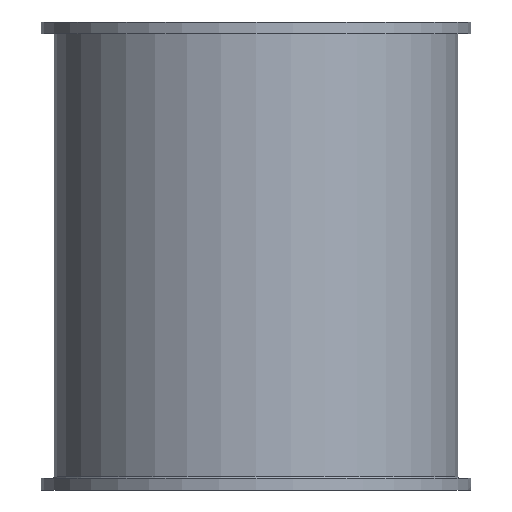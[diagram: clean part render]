
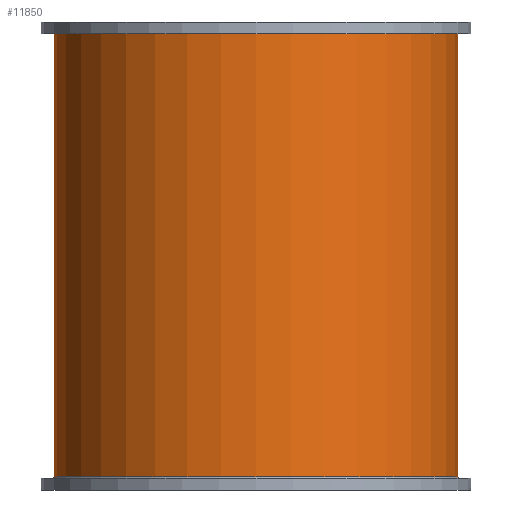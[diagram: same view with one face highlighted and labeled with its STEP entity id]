
A CAD part, left-side view. The second image highlights one B-rep face of the part: STEP entity #11850.
In plain terms, the highlighted cylindrical face has radius 690 mm (diameter 1380 mm), a partial arc.
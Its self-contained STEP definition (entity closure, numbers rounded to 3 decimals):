
#7100=CARTESIAN_POINT('',(0.,0.,
758.6));
#7110=DIRECTION('',(0.,0.,1.));
#7120=DIRECTION('',(0.,-1.,0.));
#7130=AXIS2_PLACEMENT_3D('',#7100,#7110,#7120);
#7140=CIRCLE('',#7130,690.);
#7150=CARTESIAN_POINT('',(0.,-690.,758.6));
#7160=VERTEX_POINT('',#7150);
#7170=CARTESIAN_POINT('',(0.,690.,758.6));
#7180=VERTEX_POINT('',#7170);
#7210=EDGE_CURVE('',#7180,#7160,#7140,.T.);
#11060=CARTESIAN_POINT('',(0.,-690.,-756.4));
#11070=VERTEX_POINT('',#11060);
#11160=CARTESIAN_POINT('',(0.,690.,-756.4));
#11170=VERTEX_POINT('',#11160);
#11200=CARTESIAN_POINT('',(0.,0.,
-756.4));
#11210=DIRECTION('',(0.,0.,1.));
#11220=DIRECTION('',(0.,1.,0.));
#11230=AXIS2_PLACEMENT_3D('',#11200,#11210,#11220);
#11240=CIRCLE('',#11230,690.);
#11250=EDGE_CURVE('',#11170,#11070,#11240,.T.);
#11640=CARTESIAN_POINT('',(0.,0.,
889.));
#11650=DIRECTION('',(0.,0.,1.));
#11660=DIRECTION('',(0.,-1.,0.));
#11670=AXIS2_PLACEMENT_3D('',#11640,#11650,#11660);
#11680=CYLINDRICAL_SURFACE('',#11670,690.);
#11690=CARTESIAN_POINT('',(0.,690.,889.));
#11700=DIRECTION('',(0.,0.,1.));
#11710=VECTOR('',#11700,1.);
#11720=LINE('',#11690,#11710);
#11730=EDGE_CURVE('',#11170,#7180,#11720,.T.);
#11740=ORIENTED_EDGE('',*,*,#11730,.F.);
#11750=ORIENTED_EDGE('',*,*,#7210,.F.);
#11760=CARTESIAN_POINT('',(0.,-690.,889.));
#11770=DIRECTION('',(0.,0.,1.));
#11780=VECTOR('',#11770,1.);
#11790=LINE('',#11760,#11780);
#11800=EDGE_CURVE('',#11070,#7160,#11790,.T.);
#11810=ORIENTED_EDGE('',*,*,#11800,.T.);
#11820=ORIENTED_EDGE('',*,*,#11250,.T.);
#11830=EDGE_LOOP('',(#11820,#11810,#11750,#11740));
#11840=FACE_OUTER_BOUND('',#11830,.T.);
#11850=ADVANCED_FACE('',(#11840),#11680,.T.);
